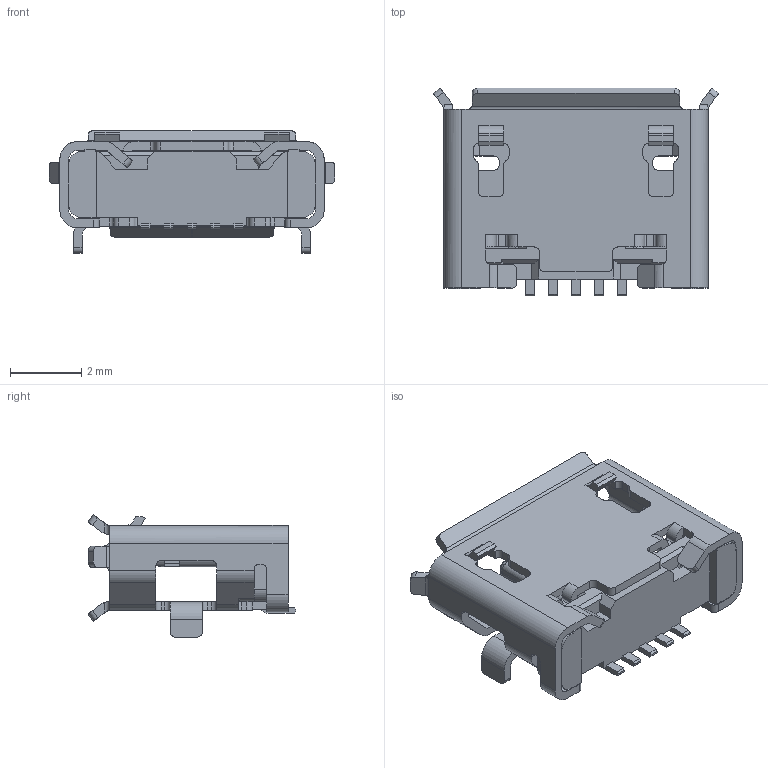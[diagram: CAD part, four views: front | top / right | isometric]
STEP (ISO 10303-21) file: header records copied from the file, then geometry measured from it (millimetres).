
FILE_DESCRIPTION(('CoCreate Modeling STEP Export'),'2;1');
FILE_NAME('6.40.stp','2014-12-29T16:13:35',(''),(''),'CoCreate Modeling STEP processor for AP214 (Solid Model)','CoCreate Modeling 16.00 13-May-2008 (C) Parametric Technology GmbH','');
FILE_SCHEMA(('AUTOMOTIVE_DESIGN { 1 0 10303 214 1 1 1 1 }'));
Length unit declared in the file: millimetre
Products named in the file (233): p1; 2DIP2MSTMOLDING; 2DIP2MSTMOLDING.1; 2DIP2MST640_ASM; USB-1009-05S.stp; 010101010-03X_前插后贴.stp.1; 000.stp.2.1; 010101010-03X_前插后贴.stp.1.1; 000.stp.2; 000.stp.1; 000.stp; 010101010-03X_前插后贴.stp.1.1.1; 改后-6.40前插后贴有柱-.stp.1; 前插后贴.1; 3.stp; 6.40前插后贴有柱-.stp.1.1; 无柱无翻边改后-6.40前插后贴; p2; 55.stp; housing; 010101010-03X_前插后贴.stp.1.1.1.1; 2DIP2SMTPITCH715CONTACT.2.1; 全插式-带铁片新结构.stp; 全插式新结构.stp.1; 全插式3D; 2.stp
Assembly tree (232 placements, depth 13):
  2.stp
    全插式3D
      全插式新结构.stp.1
        010101010-03X_前插后贴.stp.1.1.1
          000.stp
            000.stp.1
              010101010-03X_前插后贴.stp.1
                USB-1009-05S.stp
                  2DIP2MST640_ASM
            010101010-03X_前插后贴.stp.1
              USB-1009-05S.stp
                2DIP2MST640_ASM
                  2DIP2MSTMOLDING
          000.stp.2
            010101010-03X_前插后贴.stp.1.1
              000.stp.2.1
                010101010-03X_前插后贴.stp.1
                  USB-1009-05S.stp
              USB-1009-05S.stp
                2DIP2MST640_ASM
                  2DIP2MSTMOLDING.1
                  2DIP2MSTMOLDING
            010101010-03X_前插后贴.stp.1
              USB-1009-05S.stp
                2DIP2MST640_ASM
                  2DIP2MSTMOLDING
          USB-1009-05S.stp
            2DIP2MST640_ASM
              2DIP2MSTMOLDING.1
              2DIP2MSTMOLDING
        p1
      全插式-带铁片新结构.stp
        3.stp
          2DIP2SMTPITCH715CONTACT.2.1
        010101010-03X_前插后贴.stp.1.1.1.1
          000.stp
            000.stp.1
              010101010-03X_前插后贴.stp.1
                USB-1009-05S.stp
                  2DIP2MST640_ASM
            010101010-03X_前插后贴.stp.1
              USB-1009-05S.stp
                2DIP2MST640_ASM
                  2DIP2MSTMOLDING
          000.stp.2
            010101010-03X_前插后贴.stp.1.1
              000.stp.2.1
                010101010-03X_前插后贴.stp.1
                  USB-1009-05S.stp
              USB-1009-05S.stp
                2DIP2MST640_ASM
                  2DIP2MSTMOLDING.1
                  2DIP2MSTMOLDING
            010101010-03X_前插后贴.stp.1
              USB-1009-05S.stp
                2DIP2MST640_ASM
                  2DIP2MSTMOLDING
          USB-1009-05S.stp
            2DIP2MST640_ASM
              2DIP2MSTMOLDING.1
Bounding box: 8 x 5.82 x 3.43 mm (x, y, z)
Volume: 39.4 mm3; surface area: 261.6 mm2
Topology: 2 solids, 15 shells, 867 faces, 2493 edges, 1598 vertices
Faces by surface type: plane 564, cylinder 281, bspline 11, cone 6, torus 4, sphere 1
Entity records: 33068 total; most frequent: CARTESIAN_POINT 5756, ORIENTED_EDGE 5036, DIRECTION 4710, EDGE_CURVE 2492, VECTOR 1704, LINE 1704, VERTEX_POINT 1598, AXIS2_PLACEMENT_3D 1503
